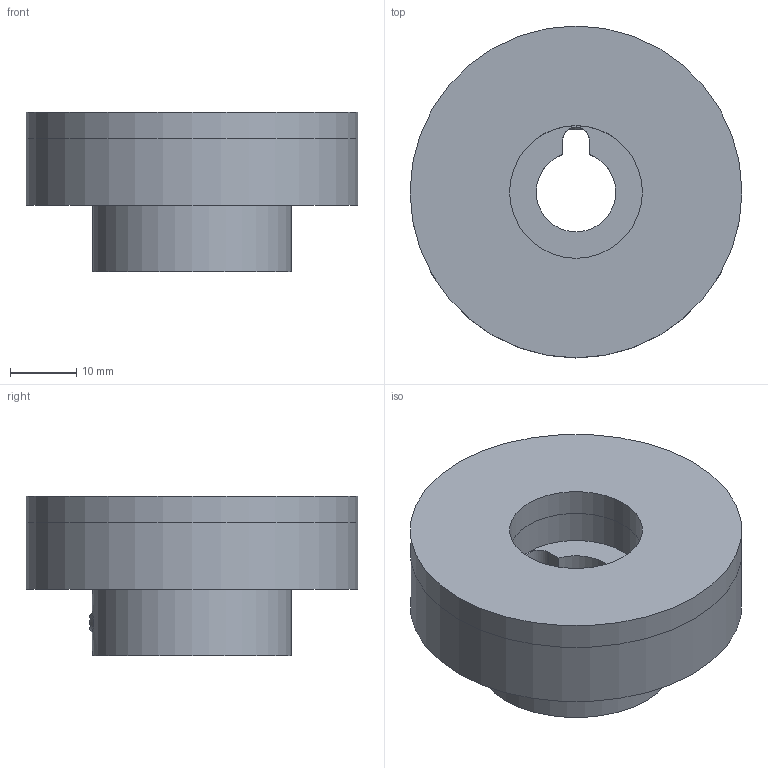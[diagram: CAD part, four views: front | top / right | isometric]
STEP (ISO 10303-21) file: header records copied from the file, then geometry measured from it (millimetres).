
FILE_DESCRIPTION( ( 'STEP AP203' ), '1' );
FILE_NAME( ' ', ' ', ( ' ' ), ( ' ' ), 'PSStep 10.0', ' ', ' ' );
FILE_SCHEMA( ( 'CONFIG_CONTROL_DESIGN' ) );
Length unit declared in the file: millimetre
Products named in the file (4): 1; 2; Assem1; 3
Bounding box: 50 x 50 x 24 mm (x, y, z)
Volume: 29895.3 mm3; surface area: 11589.6 mm2
Topology: 4 solids, 4 shells, 38 faces, 84 edges, 54 vertices
Faces by surface type: plane 22, cylinder 10, cone 6
Full cylindrical faces by diameter (mm): 3.3 x1, 4 x2, 20 x2, 30 x1, 50 x2
Entity records: 972 total; most frequent: CARTESIAN_POINT 248, DIRECTION 116, ORIENTED_EDGE 90, AXIS2_PLACEMENT_3D 48, EDGE_CURVE 45, EDGE_LOOP 44, VERTEX_POINT 36, FACE_OUTER_BOUND 34
